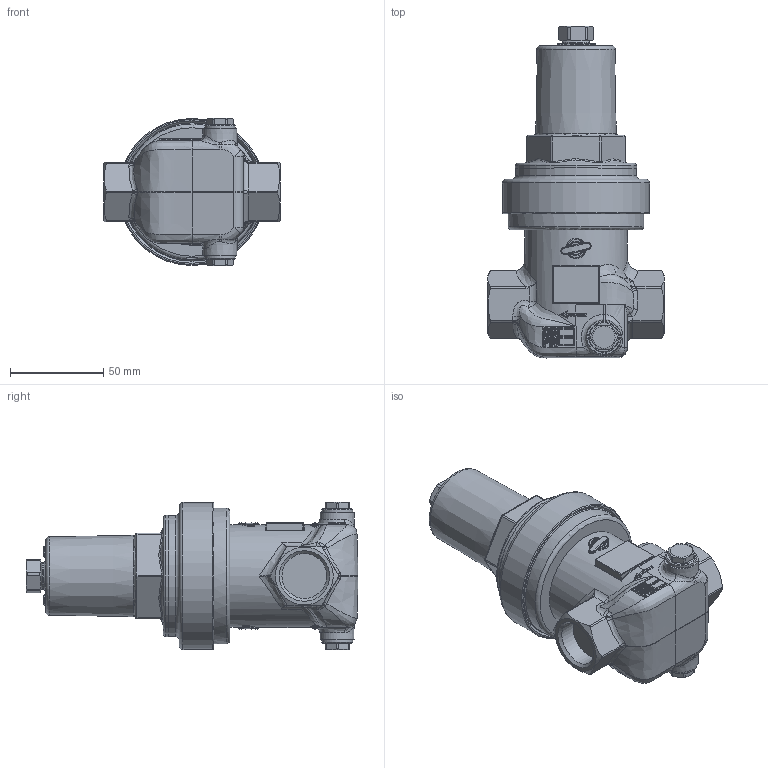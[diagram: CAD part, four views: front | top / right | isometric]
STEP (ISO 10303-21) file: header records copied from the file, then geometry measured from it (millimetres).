
FILE_DESCRIPTION(/* description */ (''),/* implementation_level */ '2;1');
FILE_NAME(/* name */ '073003-000A0.stp',/* time_stamp */ '2021-06-17T07:52:39+02:00',/* author */ ('gninka'),/* organization */ (''),/* preprocessor_version */ 'ST-DEVELOPER v18.1',/* originating_system */ 'Autodesk Inventor 2021',/* authorisation */ '');
FILE_SCHEMA (('AUTOMOTIVE_DESIGN { 1 0 10303 214 3 1 1 }'));
Length unit declared in the file: millimetre
Products named in the file (1): 073003-000A0_step
Bounding box: 95 x 178.3 x 79 mm (x, y, z)
Volume: 468047 mm3; surface area: 48871 mm2
Topology: 1 solids, 5 shells, 859 faces, 2197 edges, 1354 vertices
Faces by surface type: bspline 415, plane 185, cylinder 137, cone 44, torus 40, sphere 38
Full cylindrical faces by diameter (mm): 2 x1, 10 x1, 10.2 x1, 11.6 x2, 15 x1, 16.5 x2, 24.12 x2, 50 x1, 55 x1, 60 x1, 65 x1, 73 x1, 79 x1
Entity records: 42144 total; most frequent: CARTESIAN_POINT 24590, ORIENTED_EDGE 4352, DIRECTION 2519, EDGE_CURVE 2176, VERTEX_POINT 1354, B_SPLINE_CURVE_WITH_KNOTS 1103, AXIS2_PLACEMENT_3D 1051, EDGE_LOOP 894
